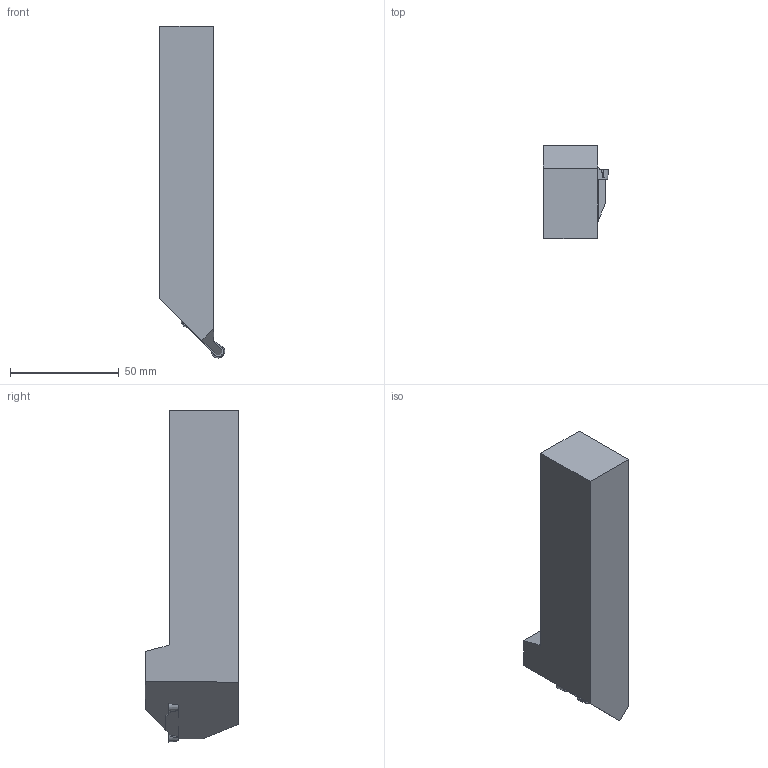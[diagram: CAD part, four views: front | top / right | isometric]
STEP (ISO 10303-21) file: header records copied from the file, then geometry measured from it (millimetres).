
FILE_DESCRIPTION(/* description */ (''),/* implementation_level */ '2;1');
FILE_NAME(/* name */ '1553142236294.stp',/* time_stamp */ '2019-03-21T09:54:08+05:00',/* author */ (''),/* organization */ ('SMS'),/* preprocessor_version */ 'ST-DEVELOPER v15',/* originating_system */ 'SIEMENS PLM Software NX 8.5',/* authorisation */ '');
FILE_SCHEMA (('AUTOMOTIVE_DESIGN { 1 0 10303 214 3 1 1 1 }'));
Length unit declared in the file: millimetre
Products named in the file (4): 201539473mod000_00; ASSEMBLY_CONSTRUCTION; 201711564mod000_00; 201711563mod000_00
Assembly tree (3 placements, depth 2):
  201711563mod000_00
    201711564mod000_00
    ASSEMBLY_CONSTRUCTION
    201539473mod000_00
Bounding box: 30.06 x 42.88 x 152.41 mm (x, y, z)
Volume: 115757.1 mm3; surface area: 19093 mm2
Topology: 2 solids, 2 shells, 57 faces, 176 edges, 130 vertices
Faces by surface type: plane 34, cylinder 10, bspline 10, cone 3
Entity records: 3662 total; most frequent: CARTESIAN_POINT 2061, ORIENTED_EDGE 350, DIRECTION 241, EDGE_CURVE 175, VERTEX_POINT 122, LINE 91, VECTOR 91, AXIS2_PLACEMENT_3D 75
